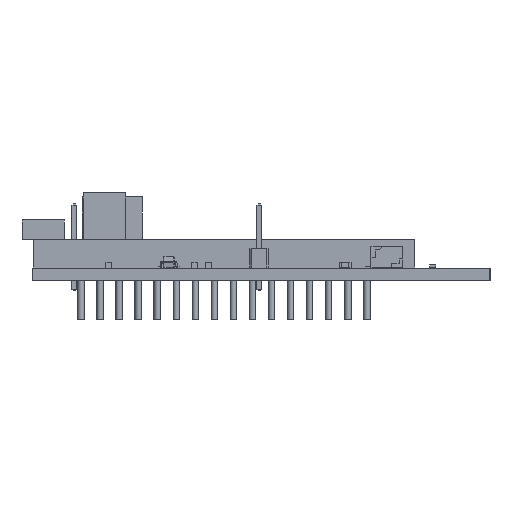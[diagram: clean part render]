
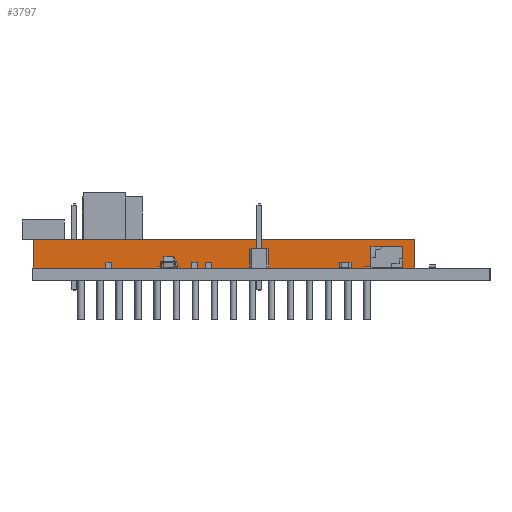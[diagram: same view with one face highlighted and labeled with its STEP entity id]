
A CAD part, left-side view. The second image highlights one B-rep face of the part: STEP entity #3797.
In plain terms, the highlighted face is planar.
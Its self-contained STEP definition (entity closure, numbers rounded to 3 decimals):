
#2045 = PLANE('',#2046);
#2046 = AXIS2_PLACEMENT_3D('',#2047,#2048,#2049);
#2047 = CARTESIAN_POINT('',(0.,22.86,0.));
#2048 = DIRECTION('',(-1.,0.,0.));
#2049 = DIRECTION('',(0.,-1.,0.));
#2073 = PLANE('',#2074);
#2074 = AXIS2_PLACEMENT_3D('',#2075,#2076,#2077);
#2075 = CARTESIAN_POINT('',(25.4,11.43,-3.8));
#2076 = DIRECTION('',(0.,0.,1.));
#2077 = DIRECTION('',(1.,0.,-0.));
#2101 = PLANE('',#2102);
#2102 = AXIS2_PLACEMENT_3D('',#2103,#2104,#2105);
#2103 = CARTESIAN_POINT('',(50.8,0.,0.));
#2104 = DIRECTION('',(1.,0.,0.));
#2105 = DIRECTION('',(-0.,1.,0.));
#2127 = PLANE('',#2128);
#2128 = AXIS2_PLACEMENT_3D('',#2129,#2130,#2131);
#2129 = CARTESIAN_POINT('',(25.4,11.43,0.));
#2130 = DIRECTION('',(0.,0.,1.));
#2131 = DIRECTION('',(1.,0.,-0.));
#2142 = EDGE_CURVE('',#2143,#2145,#2147,.T.);
#2143 = VERTEX_POINT('',#2144);
#2144 = CARTESIAN_POINT('',(0.,22.86,0.));
#2145 = VERTEX_POINT('',#2146);
#2146 = CARTESIAN_POINT('',(0.,22.86,-3.8));
#2147 = SURFACE_CURVE('',#2148,(#2152,#2159),.PCURVE_S1.);
#2148 = LINE('',#2149,#2150);
#2149 = CARTESIAN_POINT('',(0.,22.86,0.));
#2150 = VECTOR('',#2151,1.);
#2151 = DIRECTION('',(-0.,-0.,-1.));
#2152 = PCURVE('',#2045,#2153);
#2153 = DEFINITIONAL_REPRESENTATION('',(#2154),#2158);
#2154 = LINE('',#2155,#2156);
#2155 = CARTESIAN_POINT('',(0.,0.));
#2156 = VECTOR('',#2157,1.);
#2157 = DIRECTION('',(0.,-1.));
#2158 = ( GEOMETRIC_REPRESENTATION_CONTEXT(2) 
PARAMETRIC_REPRESENTATION_CONTEXT() REPRESENTATION_CONTEXT('2D SPACE',''
  ) );
#2159 = PCURVE('',#2160,#2165);
#2160 = PLANE('',#2161);
#2161 = AXIS2_PLACEMENT_3D('',#2162,#2163,#2164);
#2162 = CARTESIAN_POINT('',(50.8,22.86,0.));
#2163 = DIRECTION('',(0.,1.,0.));
#2164 = DIRECTION('',(-1.,0.,0.));
#2165 = DEFINITIONAL_REPRESENTATION('',(#2166),#2170);
#2166 = LINE('',#2167,#2168);
#2167 = CARTESIAN_POINT('',(50.8,0.));
#2168 = VECTOR('',#2169,1.);
#2169 = DIRECTION('',(0.,-1.));
#2170 = ( GEOMETRIC_REPRESENTATION_CONTEXT(2) 
PARAMETRIC_REPRESENTATION_CONTEXT() REPRESENTATION_CONTEXT('2D SPACE',''
  ) );
#2220 = VERTEX_POINT('',#2221);
#2221 = CARTESIAN_POINT('',(50.8,22.86,-3.8));
#2242 = EDGE_CURVE('',#2243,#2220,#2245,.T.);
#2243 = VERTEX_POINT('',#2244);
#2244 = CARTESIAN_POINT('',(50.8,22.86,0.));
#2245 = SURFACE_CURVE('',#2246,(#2250,#2257),.PCURVE_S1.);
#2246 = LINE('',#2247,#2248);
#2247 = CARTESIAN_POINT('',(50.8,22.86,0.));
#2248 = VECTOR('',#2249,1.);
#2249 = DIRECTION('',(-0.,-0.,-1.));
#2250 = PCURVE('',#2101,#2251);
#2251 = DEFINITIONAL_REPRESENTATION('',(#2252),#2256);
#2252 = LINE('',#2253,#2254);
#2253 = CARTESIAN_POINT('',(22.86,0.));
#2254 = VECTOR('',#2255,1.);
#2255 = DIRECTION('',(0.,-1.));
#2256 = ( GEOMETRIC_REPRESENTATION_CONTEXT(2) 
PARAMETRIC_REPRESENTATION_CONTEXT() REPRESENTATION_CONTEXT('2D SPACE',''
  ) );
#2257 = PCURVE('',#2160,#2258);
#2258 = DEFINITIONAL_REPRESENTATION('',(#2259),#2263);
#2259 = LINE('',#2260,#2261);
#2260 = CARTESIAN_POINT('',(0.,0.));
#2261 = VECTOR('',#2262,1.);
#2262 = DIRECTION('',(0.,-1.));
#2263 = ( GEOMETRIC_REPRESENTATION_CONTEXT(2) 
PARAMETRIC_REPRESENTATION_CONTEXT() REPRESENTATION_CONTEXT('2D SPACE',''
  ) );
#2426 = EDGE_CURVE('',#2243,#2143,#2427,.T.);
#2427 = SURFACE_CURVE('',#2428,(#2432,#2439),.PCURVE_S1.);
#2428 = LINE('',#2429,#2430);
#2429 = CARTESIAN_POINT('',(50.8,22.86,0.));
#2430 = VECTOR('',#2431,1.);
#2431 = DIRECTION('',(-1.,0.,0.));
#2432 = PCURVE('',#2127,#2433);
#2433 = DEFINITIONAL_REPRESENTATION('',(#2434),#2438);
#2434 = LINE('',#2435,#2436);
#2435 = CARTESIAN_POINT('',(25.4,11.43));
#2436 = VECTOR('',#2437,1.);
#2437 = DIRECTION('',(-1.,0.));
#2438 = ( GEOMETRIC_REPRESENTATION_CONTEXT(2) 
PARAMETRIC_REPRESENTATION_CONTEXT() REPRESENTATION_CONTEXT('2D SPACE',''
  ) );
#2439 = PCURVE('',#2160,#2440);
#2440 = DEFINITIONAL_REPRESENTATION('',(#2441),#2445);
#2441 = LINE('',#2442,#2443);
#2442 = CARTESIAN_POINT('',(0.,0.));
#2443 = VECTOR('',#2444,1.);
#2444 = DIRECTION('',(1.,0.));
#2445 = ( GEOMETRIC_REPRESENTATION_CONTEXT(2) 
PARAMETRIC_REPRESENTATION_CONTEXT() REPRESENTATION_CONTEXT('2D SPACE',''
  ) );
#2804 = EDGE_CURVE('',#2220,#2145,#2805,.T.);
#2805 = SURFACE_CURVE('',#2806,(#2810,#2817),.PCURVE_S1.);
#2806 = LINE('',#2807,#2808);
#2807 = CARTESIAN_POINT('',(50.8,22.86,-3.8));
#2808 = VECTOR('',#2809,1.);
#2809 = DIRECTION('',(-1.,0.,0.));
#2810 = PCURVE('',#2073,#2811);
#2811 = DEFINITIONAL_REPRESENTATION('',(#2812),#2816);
#2812 = LINE('',#2813,#2814);
#2813 = CARTESIAN_POINT('',(25.4,11.43));
#2814 = VECTOR('',#2815,1.);
#2815 = DIRECTION('',(-1.,0.));
#2816 = ( GEOMETRIC_REPRESENTATION_CONTEXT(2) 
PARAMETRIC_REPRESENTATION_CONTEXT() REPRESENTATION_CONTEXT('2D SPACE',''
  ) );
#2817 = PCURVE('',#2160,#2818);
#2818 = DEFINITIONAL_REPRESENTATION('',(#2819),#2823);
#2819 = LINE('',#2820,#2821);
#2820 = CARTESIAN_POINT('',(0.,-3.8));
#2821 = VECTOR('',#2822,1.);
#2822 = DIRECTION('',(1.,0.));
#2823 = ( GEOMETRIC_REPRESENTATION_CONTEXT(2) 
PARAMETRIC_REPRESENTATION_CONTEXT() REPRESENTATION_CONTEXT('2D SPACE',''
  ) );
#3797 = ADVANCED_FACE('',(#3798),#2160,.T.);
#3798 = FACE_BOUND('',#3799,.T.);
#3799 = EDGE_LOOP('',(#3800,#3801,#3802,#3803));
#3800 = ORIENTED_EDGE('',*,*,#2242,.T.);
#3801 = ORIENTED_EDGE('',*,*,#2804,.T.);
#3802 = ORIENTED_EDGE('',*,*,#2142,.F.);
#3803 = ORIENTED_EDGE('',*,*,#2426,.F.);
